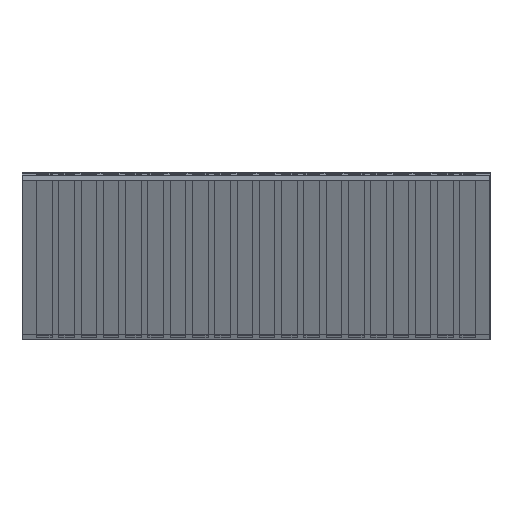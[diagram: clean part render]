
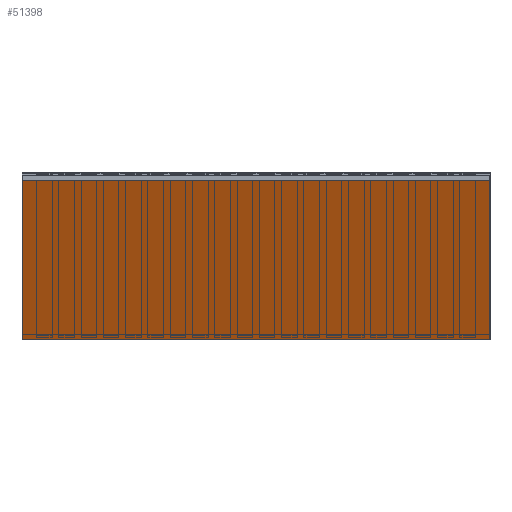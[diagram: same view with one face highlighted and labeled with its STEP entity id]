
A CAD part, left-side view. The second image highlights one B-rep face of the part: STEP entity #51398.
In plain terms, the highlighted planar face has unit normal (-0.911, 0, -0.412).
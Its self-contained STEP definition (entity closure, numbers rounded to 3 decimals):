
#1437=ORIENTED_EDGE('',*,*,#12577,.T.);
#1438=ORIENTED_EDGE('',*,*,#12565,.F.);
#1439=ORIENTED_EDGE('',*,*,#12578,.F.);
#1440=ORIENTED_EDGE('',*,*,#12574,.T.);
#12565=EDGE_CURVE('',#18094,#18093,#21899,.T.);
#12574=EDGE_CURVE('',#18101,#18100,#21907,.T.);
#12577=EDGE_CURVE('',#18100,#18093,#21909,.T.);
#12578=EDGE_CURVE('',#18101,#18094,#21910,.T.);
#18093=VERTEX_POINT('',#65061);
#18094=VERTEX_POINT('',#65063);
#18100=VERTEX_POINT('',#65086);
#18101=VERTEX_POINT('',#65088);
#21899=LINE('',#65064,#27477);
#21907=LINE('',#65087,#27485);
#21909=LINE('',#65096,#27487);
#21910=LINE('',#65097,#27488);
#27477=VECTOR('',#55538,1000.);
#27485=VECTOR('',#55556,1000.);
#27487=VECTOR('',#55560,1000.);
#27488=VECTOR('',#55561,1000.);
#32755=EDGE_LOOP('',(#1437,#1438,#1439,#1440));
#34619=FACE_BOUND('',#32755,.T.);
#36483=PLANE('',#53269);
#51398=ADVANCED_FACE('',(#34619),#36483,.F.);
#53269=AXIS2_PLACEMENT_3D('',#65095,#55558,#55559);
#55538=DIRECTION('',(0.,-1.,0.));
#55556=DIRECTION('',(0.,-1.,0.));
#55558=DIRECTION('',(0.911,0.,0.412));
#55559=DIRECTION('',(0.412,0.,-0.911));
#55560=DIRECTION('',(-0.412,0.,0.911));
#55561=DIRECTION('',(-0.412,0.,0.911));
#65061=CARTESIAN_POINT('',(35.04,0.,-0.167));
#65063=CARTESIAN_POINT('',(35.04,21.,-0.167));
#65064=CARTESIAN_POINT('',(35.04,21.,-0.167));
#65086=CARTESIAN_POINT('',(38.337,0.,-7.457));
#65087=CARTESIAN_POINT('',(38.337,21.,-7.457));
#65088=CARTESIAN_POINT('',(38.337,21.,-7.457));
#65095=CARTESIAN_POINT('',(35.04,21.,-0.167));
#65096=CARTESIAN_POINT('',(35.04,0.,-0.167));
#65097=CARTESIAN_POINT('',(35.04,21.,-0.167));
